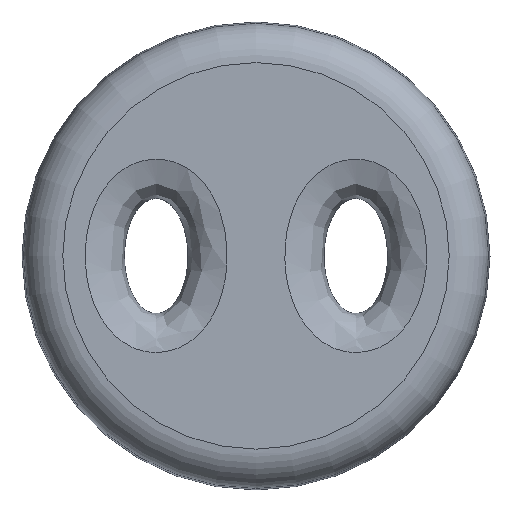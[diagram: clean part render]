
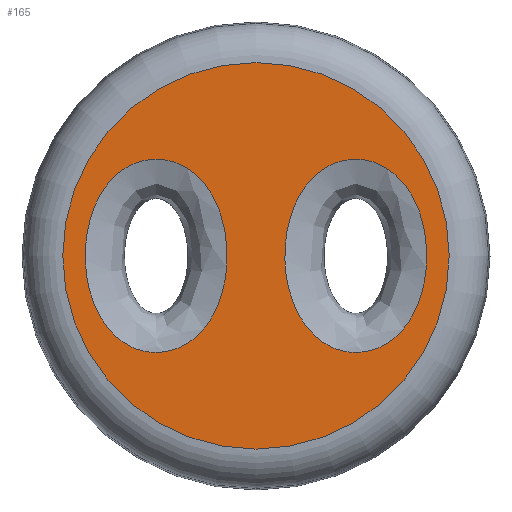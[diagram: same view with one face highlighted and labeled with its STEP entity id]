
A CAD part, top view. The second image highlights one B-rep face of the part: STEP entity #165.
In plain terms, the highlighted planar face has unit normal (0, 0, 1).
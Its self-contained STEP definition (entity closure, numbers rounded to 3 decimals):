
#29=B_SPLINE_CURVE_WITH_KNOTS('',3,(#779,#780,#781,#782,#783,#784,#785,
#786,#787,#788,#789,#790,#791,#792,#793,#794,#795,#796,#797,#798,#799,#800,
#801,#802),.UNSPECIFIED.,.T.,.F.,(4,1,1,1,1,1,1,1,1,1,1,1,1,1,1,1,1,1,1,
1,1,4),(-3.142,-2.917,-2.693,-2.356,
-2.244,-1.346,-1.234,-1.122,
-0.898,-0.449,-0.224,0.,0.224,
0.449,0.898,1.122,1.346,2.244,
2.356,2.693,2.917,3.142),
 .UNSPECIFIED.);
#30=B_SPLINE_CURVE_WITH_KNOTS('',3,(#804,#805,#806,#807,#808,#809,#810,
#811,#812,#813,#814,#815,#816,#817,#818,#819,#820,#821,#822,#823,#824,#825,
#826,#827),.UNSPECIFIED.,.T.,.F.,(4,1,1,1,1,1,1,1,1,1,1,1,1,1,1,1,1,1,1,
1,1,4),(-3.142,-2.917,-2.693,-2.356,
-2.244,-1.346,-1.234,-1.122,
-0.898,-0.449,-0.224,0.,0.224,
0.449,0.898,1.122,1.346,2.244,
2.356,2.693,2.917,3.142),
 .UNSPECIFIED.);
#32=PLANE('',#186);
#41=FACE_BOUND('',#71,.T.);
#42=FACE_BOUND('',#72,.T.);
#52=FACE_OUTER_BOUND('',#70,.T.);
#70=EDGE_LOOP('',(#143));
#71=EDGE_LOOP('',(#144));
#72=EDGE_LOOP('',(#145));
#81=CIRCLE('',#185,7.9);
#94=VERTEX_POINT('',#775);
#95=VERTEX_POINT('',#778);
#96=VERTEX_POINT('',#803);
#111=EDGE_CURVE('',#94,#94,#81,.T.);
#112=EDGE_CURVE('',#95,#95,#29,.T.);
#113=EDGE_CURVE('',#96,#96,#30,.T.);
#143=ORIENTED_EDGE('',*,*,#111,.F.);
#144=ORIENTED_EDGE('',*,*,#112,.F.);
#145=ORIENTED_EDGE('',*,*,#113,.F.);
#165=ADVANCED_FACE('',(#52,#41,#42),#32,.T.);
#185=AXIS2_PLACEMENT_3D('',#776,#221,#222);
#186=AXIS2_PLACEMENT_3D('',#777,#223,#224);
#221=DIRECTION('center_axis',(0.,0.,-1.));
#222=DIRECTION('ref_axis',(1.,0.,0.));
#223=DIRECTION('center_axis',(0.,0.,1.));
#224=DIRECTION('ref_axis',(1.,0.,0.));
#775=CARTESIAN_POINT('',(-7.9,0.,7.));
#776=CARTESIAN_POINT('Origin',(0.,0.,7.));
#777=CARTESIAN_POINT('Origin',(0.,0.,7.));
#778=CARTESIAN_POINT('',(4.08,-3.95,7.));
#779=CARTESIAN_POINT('Ctrl Pts',(4.08,-3.95,7.));
#780=CARTESIAN_POINT('Ctrl Pts',(4.339,-3.95,7.));
#781=CARTESIAN_POINT('Ctrl Pts',(4.857,-3.862,7.));
#782=CARTESIAN_POINT('Ctrl Pts',(5.665,-3.426,7.));
#783=CARTESIAN_POINT('Ctrl Pts',(6.186,-2.831,7.));
#784=CARTESIAN_POINT('Ctrl Pts',(6.929,-1.461,7.));
#785=CARTESIAN_POINT('Ctrl Pts',(7.078,-0.114,7.));
#786=CARTESIAN_POINT('Ctrl Pts',(6.868,1.158,7.));
#787=CARTESIAN_POINT('Ctrl Pts',(6.742,1.662,7.));
#788=CARTESIAN_POINT('Ctrl Pts',(6.425,2.511,7.));
#789=CARTESIAN_POINT('Ctrl Pts',(5.782,3.364,7.));
#790=CARTESIAN_POINT('Ctrl Pts',(4.856,3.862,7.));
#791=CARTESIAN_POINT('Ctrl Pts',(4.08,3.994,7.));
#792=CARTESIAN_POINT('Ctrl Pts',(3.304,3.862,7.));
#793=CARTESIAN_POINT('Ctrl Pts',(2.377,3.363,7.));
#794=CARTESIAN_POINT('Ctrl Pts',(1.737,2.513,7.));
#795=CARTESIAN_POINT('Ctrl Pts',(1.371,1.539,7.));
#796=CARTESIAN_POINT('Ctrl Pts',(1.063,0.018,7.));
#797=CARTESIAN_POINT('Ctrl Pts',(1.233,-1.46,7.));
#798=CARTESIAN_POINT('Ctrl Pts',(1.973,-2.831,7.));
#799=CARTESIAN_POINT('Ctrl Pts',(2.495,-3.426,7.));
#800=CARTESIAN_POINT('Ctrl Pts',(3.303,-3.862,7.));
#801=CARTESIAN_POINT('Ctrl Pts',(3.821,-3.95,7.));
#802=CARTESIAN_POINT('Ctrl Pts',(4.08,-3.95,7.));
#803=CARTESIAN_POINT('',(-4.08,-3.95,7.));
#804=CARTESIAN_POINT('Ctrl Pts',(-4.08,-3.95,7.));
#805=CARTESIAN_POINT('Ctrl Pts',(-3.821,-3.95,7.));
#806=CARTESIAN_POINT('Ctrl Pts',(-3.303,-3.862,7.));
#807=CARTESIAN_POINT('Ctrl Pts',(-2.495,-3.426,7.));
#808=CARTESIAN_POINT('Ctrl Pts',(-1.974,-2.831,7.));
#809=CARTESIAN_POINT('Ctrl Pts',(-1.231,-1.461,7.));
#810=CARTESIAN_POINT('Ctrl Pts',(-1.082,-0.114,7.));
#811=CARTESIAN_POINT('Ctrl Pts',(-1.292,1.158,7.));
#812=CARTESIAN_POINT('Ctrl Pts',(-1.418,1.662,7.));
#813=CARTESIAN_POINT('Ctrl Pts',(-1.735,2.511,7.));
#814=CARTESIAN_POINT('Ctrl Pts',(-2.378,3.364,7.));
#815=CARTESIAN_POINT('Ctrl Pts',(-3.304,3.862,7.));
#816=CARTESIAN_POINT('Ctrl Pts',(-4.08,3.994,7.));
#817=CARTESIAN_POINT('Ctrl Pts',(-4.856,3.862,7.));
#818=CARTESIAN_POINT('Ctrl Pts',(-5.783,3.363,7.));
#819=CARTESIAN_POINT('Ctrl Pts',(-6.423,2.513,7.));
#820=CARTESIAN_POINT('Ctrl Pts',(-6.789,1.539,7.));
#821=CARTESIAN_POINT('Ctrl Pts',(-7.097,0.018,7.));
#822=CARTESIAN_POINT('Ctrl Pts',(-6.927,-1.46,7.));
#823=CARTESIAN_POINT('Ctrl Pts',(-6.187,-2.831,7.));
#824=CARTESIAN_POINT('Ctrl Pts',(-5.665,-3.426,7.));
#825=CARTESIAN_POINT('Ctrl Pts',(-4.857,-3.862,7.));
#826=CARTESIAN_POINT('Ctrl Pts',(-4.339,-3.95,7.));
#827=CARTESIAN_POINT('Ctrl Pts',(-4.08,-3.95,7.));
